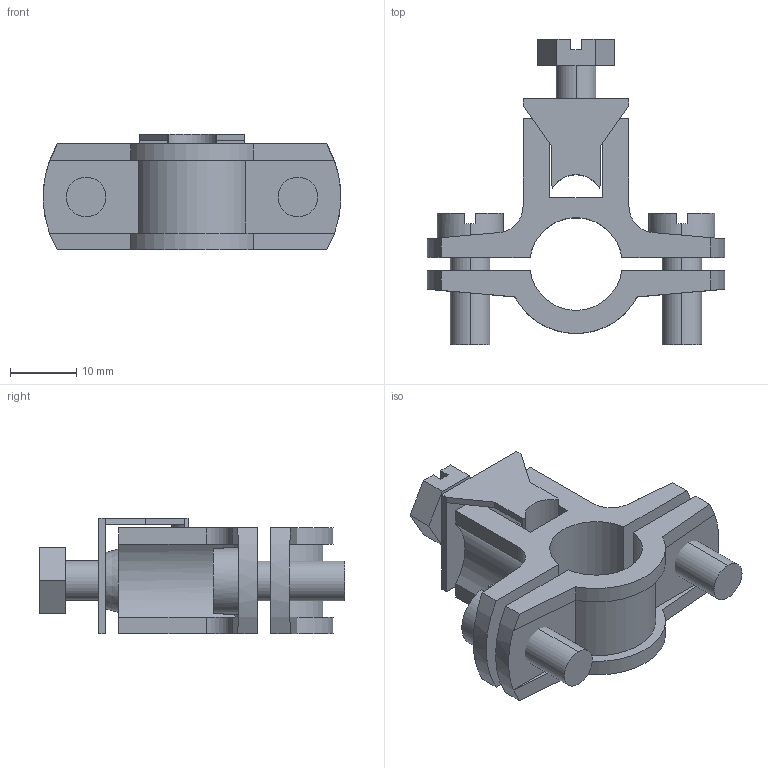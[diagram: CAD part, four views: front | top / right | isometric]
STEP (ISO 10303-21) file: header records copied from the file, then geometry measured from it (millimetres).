
FILE_DESCRIPTION (( 'STEP AP214' ), '1' );
FILE_NAME ('5050030.stp', '2018-01-26T08:45:30', ( '' ), ( '' ), 'SwSTEP 2.0', 'SolidWorks 2016', '' );
FILE_SCHEMA (( 'AUTOMOTIVE_DESIGN' ));
Length unit declared in the file: millimetre
Products named in the file (6): Sechskantschraube_DIN_933-M6x16; Druckleiste; Schellenunterteil; Schellenoberteil; 5050030; Zylinderschraube_ISO_1207_-_M6_x_16_-_.2
Assembly tree (6 placements, depth 2):
  5050030
    Schellenoberteil
    Schellenunterteil
    Druckleiste
    Sechskantschraube_DIN_933-M6x16
    Zylinderschraube_ISO_1207_-_M6_x_16_-_.2  x2
Bounding box: 45 x 46.2 x 17.5 mm (x, y, z)
Volume: 8626.2 mm3; surface area: 8446.2 mm2
Topology: 6 solids, 6 shells, 122 faces, 310 edges, 204 vertices
Faces by surface type: plane 77, cylinder 43, cone 2
Entity records: 4731 total; most frequent: CARTESIAN_POINT 684, DIRECTION 592, ORIENTED_EDGE 572, EDGE_CURVE 286, AXIS2_PLACEMENT_3D 200, LINE 192, VECTOR 192, VERTEX_POINT 188
